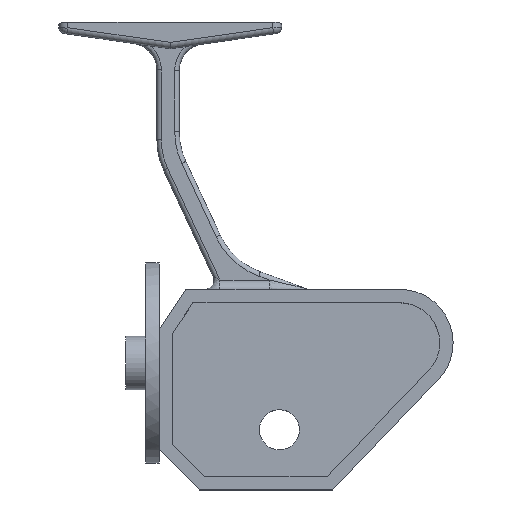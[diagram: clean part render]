
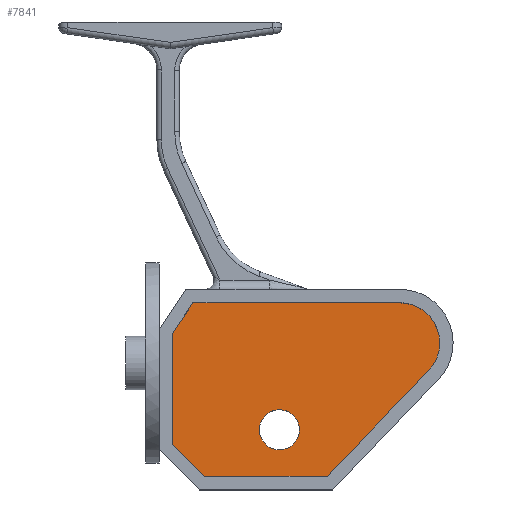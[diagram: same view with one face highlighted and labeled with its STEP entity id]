
A CAD part, top view. The second image highlights one B-rep face of the part: STEP entity #7841.
In plain terms, the highlighted planar face has unit normal (0, 0, 1).
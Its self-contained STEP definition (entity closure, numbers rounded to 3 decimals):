
#7753=CARTESIAN_POINT('POINT171',(8.672,8.89,
   -8.255));
#7754=VERTEX_POINT('VERTEX171',#7753);
#7755=CARTESIAN_POINT('POINT172',(2.54,15.022,
   -8.255));
#7756=VERTEX_POINT('VERTEX172',#7755);
#7757=CARTESIAN_POINT('POS276',(9.099,
   8.464,-8.255));
#7758=DIRECTION('DIR393',(0.707,-0.707,
   0.));
#7759=VECTOR('VEC159',#7758,1.);
#7760=LINE('STRAIGHT159',#7757,#7759);
#7761=EDGE_CURVE('EDGE237',#7754,#7756,#7760,.F.);
#7762=ORIENTED_EDGE('COEDGE399',*,*,#7761,.F.);
#7763=CARTESIAN_POINT('POINT173',(31.936,8.89,
   -8.255));
#7764=VERTEX_POINT('VERTEX173',#7763);
#7765=CARTESIAN_POINT('POS277',(0.,8.89,-8.255));
#7766=DIRECTION('DIR394',(1.,0.,0.));
#7767=VECTOR('VEC160',#7766,1.);
#7768=LINE('STRAIGHT160',#7765,#7767);
#7769=EDGE_CURVE('EDGE238',#7754,#7764,#7768,.T.);
#7770=ORIENTED_EDGE('COEDGE400',*,*,#7769,.T.);
#7771=CARTESIAN_POINT('POINT174',(51.222,
   29.018,-8.255));
#7772=VERTEX_POINT('VERTEX174',#7771);
#7773=CARTESIAN_POINT('POS278',(21.698,
   -1.795,-8.255));
#7774=DIRECTION('DIR395',(0.692,0.722,
   0.));
#7775=VECTOR('VEC161',#7774,1.);
#7776=LINE('STRAIGHT161',#7773,#7775);
#7777=EDGE_CURVE('EDGE239',#7764,#7772,#7776,.T.);
#7778=ORIENTED_EDGE('COEDGE401',*,*,#7777,.T.);
#7779=CARTESIAN_POINT('POINT175',(53.34,34.29,-8.255));
#7780=VERTEX_POINT('VERTEX175',#7779);
#7781=CARTESIAN_POINT('POS279',(45.72,34.29,-8.255));
#7782=DIRECTION('DIR396',(0.,0.,1.));
#7783=DIRECTION('DIR397',(1.,0.,0.));
#7784=AXIS2_PLACEMENT_3D('AXIS118',#7781,#7782,#7783);
#7785=CIRCLE('ELLIPSE51',#7784,7.62);
#7786=EDGE_CURVE('EDGE240',#7772,#7780,#7785,.T.);
#7787=ORIENTED_EDGE('COEDGE402',*,*,#7786,.T.);
#7788=CARTESIAN_POINT('POINT176',(45.72,41.91,-8.255));
#7789=VERTEX_POINT('VERTEX176',#7788);
#7790=EDGE_CURVE('EDGE241',#7780,#7789,#7785,.T.);
#7791=ORIENTED_EDGE('COEDGE403',*,*,#7790,.T.);
#7792=CARTESIAN_POINT('POINT177',(6.439,41.91,
   -8.255));
#7793=VERTEX_POINT('VERTEX177',#7792);
#7794=CARTESIAN_POINT('POS280',(22.86,41.91,-8.255));
#7795=DIRECTION('DIR398',(-1.,0.,0.));
#7796=VECTOR('VEC162',#7795,1.);
#7797=LINE('STRAIGHT162',#7794,#7796);
#7798=EDGE_CURVE('EDGE242',#7789,#7793,#7797,.T.);
#7799=ORIENTED_EDGE('COEDGE404',*,*,#7798,.T.);
#7800=CARTESIAN_POINT('POINT178',(2.54,36.061,
   -8.255));
#7801=VERTEX_POINT('VERTEX178',#7800);
#7802=CARTESIAN_POINT('POS281',(-3.846,
   26.482,-8.255));
#7803=DIRECTION('DIR399',(-0.555,-0.832,
   0.));
#7804=VECTOR('VEC163',#7803,1.);
#7805=LINE('STRAIGHT163',#7802,#7804);
#7806=EDGE_CURVE('EDGE243',#7793,#7801,#7805,.T.);
#7807=ORIENTED_EDGE('COEDGE405',*,*,#7806,.T.);
#7808=CARTESIAN_POINT('POS282',(2.54,18.415,-8.255));
#7809=DIRECTION('DIR400',(0.,-1.,0.));
#7810=VECTOR('VEC164',#7809,1.);
#7811=LINE('STRAIGHT164',#7808,#7810);
#7812=EDGE_CURVE('EDGE244',#7801,#7756,#7811,.T.);
#7813=ORIENTED_EDGE('COEDGE406',*,*,#7812,.T.);
#7814=EDGE_LOOP('NONE',(#7762,#7770,#7778,#7787,#7791,#7799,#7807,#7813)
   );
#7815=FACE_BOUND('LOOP1',#7814,.T.);
#7816=CARTESIAN_POINT('POINT179',(26.67,17.78,-8.255));
#7817=VERTEX_POINT('VERTEX179',#7816);
#7818=CARTESIAN_POINT('POINT180',(19.05,17.78,-8.255));
#7819=VERTEX_POINT('VERTEX180',#7818);
#7820=CARTESIAN_POINT('POS283',(22.86,17.78,-8.255));
#7821=DIRECTION('DIR401',(0.,0.,1.));
#7822=DIRECTION('DIR402',(-1.,0.,0.));
#7823=AXIS2_PLACEMENT_3D('AXIS119',#7820,#7821,#7822);
#7824=CIRCLE('ELLIPSE52',#7823,3.81);
#7825=EDGE_CURVE('EDGE245',#7817,#7819,#7824,.F.);
#7826=ORIENTED_EDGE('COEDGE407',*,*,#7825,.T.);
#7827=CARTESIAN_POINT('POS284',(22.86,17.78,-8.255));
#7828=DIRECTION('DIR403',(0.,0.,1.));
#7829=DIRECTION('DIR404',(-1.,0.,0.));
#7830=AXIS2_PLACEMENT_3D('AXIS120',#7827,#7828,#7829);
#7831=CIRCLE('ELLIPSE53',#7830,3.81);
#7832=EDGE_CURVE('EDGE246',#7819,#7817,#7831,.F.);
#7833=ORIENTED_EDGE('COEDGE408',*,*,#7832,.T.);
#7834=EDGE_LOOP('NONE',(#7826,#7833));
#7835=FACE_BOUND('LOOP1',#7834,.T.);
#7836=CARTESIAN_POINT('POS285',(0.,0.,-8.255));
#7837=DIRECTION('DIR405',(0.,0.,1.));
#7838=DIRECTION('DIR406',(1.,0.,0.));
#7839=AXIS2_PLACEMENT_3D('AXIS121',#7836,#7837,#7838);
#7840=PLANE('PLANE30',#7839);
#7841=ADVANCED_FACE('FACE74',(#7815,#7835),#7840,.T.);
